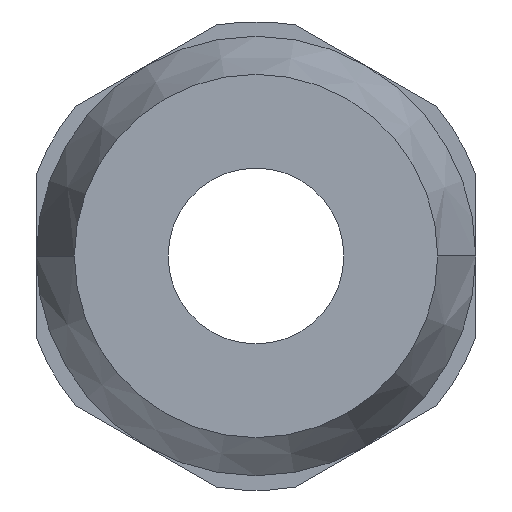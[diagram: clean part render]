
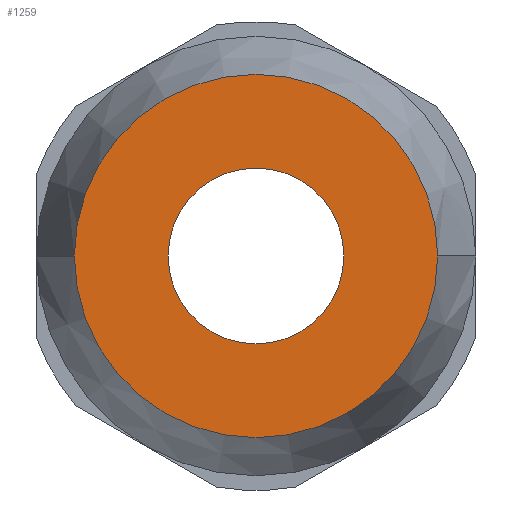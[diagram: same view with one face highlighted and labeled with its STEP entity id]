
A CAD part, left-side view. The second image highlights one B-rep face of the part: STEP entity #1259.
In plain terms, the highlighted planar face has unit normal (-1, 0, 0).
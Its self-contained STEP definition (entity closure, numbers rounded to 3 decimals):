
#2 = AXIS2_PLACEMENT_3D ( 'NONE', #16, #521, #605 ) ;
#16 = CARTESIAN_POINT ( 'NONE',  ( -26.7, 0., 0. ) ) ;
#22 = AXIS2_PLACEMENT_3D ( 'NONE', #760, #250, #765 ) ;
#36 = DIRECTION ( 'NONE',  ( 1., 0., 0. ) ) ;
#121 = PLANE ( 'NONE',  #472 ) ;
#151 = CARTESIAN_POINT ( 'NONE',  ( -26.7, 3., 0. ) ) ;
#156 = VERTEX_POINT ( 'NONE', #602 ) ;
#179 = CARTESIAN_POINT ( 'NONE',  ( -26.7, -3., 0. ) ) ;
#217 = EDGE_LOOP ( 'NONE', ( #746, #897 ) ) ;
#250 = DIRECTION ( 'NONE',  ( 1., 0., 0. ) ) ;
#393 = EDGE_CURVE ( 'NONE', #1274, #156, #890, .T. ) ;
#400 = ORIENTED_EDGE ( 'NONE', *, *, #1268, .T. ) ;
#422 = DIRECTION ( 'NONE',  ( 0., -1., 0. ) ) ;
#434 = CARTESIAN_POINT ( 'NONE',  ( -26.7, 0., 0. ) ) ;
#452 = ORIENTED_EDGE ( 'NONE', *, *, #1333, .T. ) ;
#472 = AXIS2_PLACEMENT_3D ( 'NONE', #610, #1263, #422 ) ;
#521 = DIRECTION ( 'NONE',  ( 1., 0., 0. ) ) ;
#590 = CIRCLE ( 'NONE', #665, 3. ) ;
#602 = CARTESIAN_POINT ( 'NONE',  ( -26.7, -6.2, 0. ) ) ;
#605 = DIRECTION ( 'NONE',  ( 0., 1., 0. ) ) ;
#610 = CARTESIAN_POINT ( 'NONE',  ( -26.7, 6.2, 0. ) ) ;
#615 = DIRECTION ( 'NONE',  ( 0., 1., 0. ) ) ;
#642 = CARTESIAN_POINT ( 'NONE',  ( -26.7, 0., 0. ) ) ;
#645 = VERTEX_POINT ( 'NONE', #179 ) ;
#665 = AXIS2_PLACEMENT_3D ( 'NONE', #434, #845, #615 ) ;
#722 = CARTESIAN_POINT ( 'NONE',  ( -26.7, 6.2, 0. ) ) ;
#746 = ORIENTED_EDGE ( 'NONE', *, *, #393, .F. ) ;
#760 = CARTESIAN_POINT ( 'NONE',  ( -26.7, 0., 0. ) ) ;
#765 = DIRECTION ( 'NONE',  ( 0., 1., 0. ) ) ;
#829 = FACE_OUTER_BOUND ( 'NONE', #217, .T. ) ;
#835 = CIRCLE ( 'NONE', #22, 6.2 ) ;
#845 = DIRECTION ( 'NONE',  ( 1., 0., 0. ) ) ;
#862 = VERTEX_POINT ( 'NONE', #151 ) ;
#890 = CIRCLE ( 'NONE', #1278, 6.2 ) ;
#897 = ORIENTED_EDGE ( 'NONE', *, *, #954, .F. ) ;
#954 = EDGE_CURVE ( 'NONE', #156, #1274, #835, .T. ) ;
#1092 = DIRECTION ( 'NONE',  ( 0., 1., 0. ) ) ;
#1103 = FACE_BOUND ( 'NONE', #1137, .T. ) ;
#1137 = EDGE_LOOP ( 'NONE', ( #400, #452 ) ) ;
#1259 = ADVANCED_FACE ( 'NONE', ( #1103, #829 ), #121, .T. ) ;
#1263 = DIRECTION ( 'NONE',  ( -1., 0., 0. ) ) ;
#1268 = EDGE_CURVE ( 'NONE', #862, #645, #1323, .T. ) ;
#1274 = VERTEX_POINT ( 'NONE', #722 ) ;
#1278 = AXIS2_PLACEMENT_3D ( 'NONE', #642, #36, #1092 ) ;
#1323 = CIRCLE ( 'NONE', #2, 3. ) ;
#1333 = EDGE_CURVE ( 'NONE', #645, #862, #590, .T. ) ;
